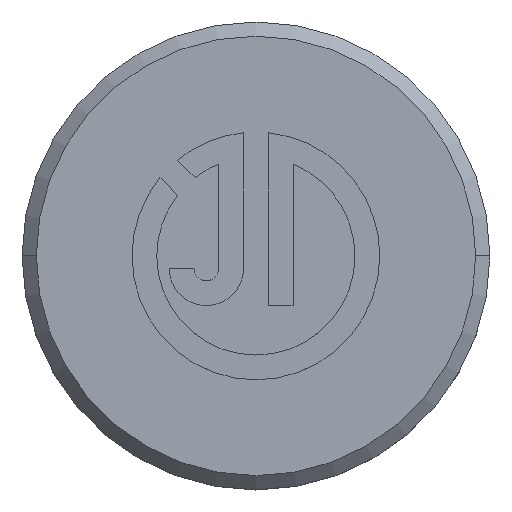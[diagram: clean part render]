
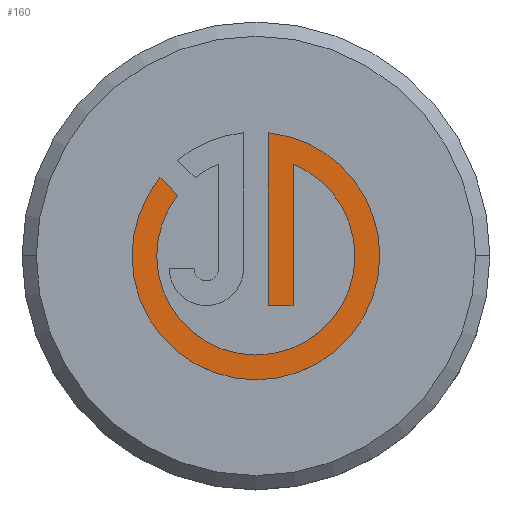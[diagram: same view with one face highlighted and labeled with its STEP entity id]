
A CAD part, top view. The second image highlights one B-rep face of the part: STEP entity #160.
In plain terms, the highlighted planar face has unit normal (0, 0, 1).
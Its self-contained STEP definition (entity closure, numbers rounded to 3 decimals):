
#25 = CARTESIAN_POINT ( 'NONE',  ( -3.853, 2.983, 139.9 ) ) ;
#60 = DIRECTION ( 'NONE',  ( -1., 0., 0. ) ) ;
#69 = DIRECTION ( 'NONE',  ( 1., 0., 0. ) ) ;
#90 = CARTESIAN_POINT ( 'NONE',  ( -0.005, -0.003, 139.9 ) ) ;
#134 = VECTOR ( 'NONE', #221, 1000. ) ;
#137 = DIRECTION ( 'NONE',  ( 0., 0., 1. ) ) ;
#158 = CARTESIAN_POINT ( 'NONE',  ( -6.094, -0.003, 139.9 ) ) ;
#160 = ADVANCED_FACE ( 'NONE', ( #1726 ), #1773, .T. ) ;
#182 = CIRCLE ( 'NONE', #1548, 6.089 ) ;
#221 = DIRECTION ( 'NONE',  ( 0., -1., 0. ) ) ;
#280 = DIRECTION ( 'NONE',  ( -1., 0., 0. ) ) ;
#319 = VERTEX_POINT ( 'NONE', #1530 ) ;
#368 = ORIENTED_EDGE ( 'NONE', *, *, #1144, .T. ) ;
#417 = VECTOR ( 'NONE', #1504, 1000. ) ;
#451 = VERTEX_POINT ( 'NONE', #1513 ) ;
#456 = DIRECTION ( 'NONE',  ( 1., 0., 0. ) ) ;
#475 = DIRECTION ( 'NONE',  ( -0.707, 0.707, 0. ) ) ;
#487 = EDGE_CURVE ( 'NONE', #2022, #1341, #1912, .T. ) ;
#489 = EDGE_LOOP ( 'NONE', ( #2083, #1524, #617, #1100, #2370, #368, #560, #2024, #1000, #1103 ) ) ;
#530 = DIRECTION ( 'NONE',  ( 0., 0., -1. ) ) ;
#560 = ORIENTED_EDGE ( 'NONE', *, *, #933, .T. ) ;
#613 = VERTEX_POINT ( 'NONE', #1710 ) ;
#617 = ORIENTED_EDGE ( 'NONE', *, *, #2007, .T. ) ;
#627 = VERTEX_POINT ( 'NONE', #25 ) ;
#667 = LINE ( 'NONE', #878, #2027 ) ;
#674 = EDGE_CURVE ( 'NONE', #1140, #1567, #2001, .T. ) ;
#702 = CIRCLE ( 'NONE', #2047, 4.871 ) ;
#717 = CARTESIAN_POINT ( 'NONE',  ( 0.604, 6.055, 139.9 ) ) ;
#815 = CARTESIAN_POINT ( 'NONE',  ( 0.604, 0., 139.9 ) ) ;
#831 = CARTESIAN_POINT ( 'NONE',  ( -0.005, -0.003, 139.9 ) ) ;
#854 = EDGE_CURVE ( 'NONE', #627, #451, #667, .T. ) ;
#878 = CARTESIAN_POINT ( 'NONE',  ( -3.853, 2.983, 139.9 ) ) ;
#933 = EDGE_CURVE ( 'NONE', #1090, #1140, #1532, .T. ) ;
#961 = DIRECTION ( 'NONE',  ( 0., 0., -1. ) ) ;
#999 = CARTESIAN_POINT ( 'NONE',  ( 1.821, 4.512, 139.9 ) ) ;
#1000 = ORIENTED_EDGE ( 'NONE', *, *, #1666, .T. ) ;
#1008 = DIRECTION ( 'NONE',  ( 1., 0., 0. ) ) ;
#1046 = CIRCLE ( 'NONE', #1474, 4.871 ) ;
#1090 = VERTEX_POINT ( 'NONE', #1232 ) ;
#1097 = CARTESIAN_POINT ( 'NONE',  ( 0., 0., 139.9 ) ) ;
#1100 = ORIENTED_EDGE ( 'NONE', *, *, #854, .T. ) ;
#1103 = ORIENTED_EDGE ( 'NONE', *, *, #487, .T. ) ;
#1140 = VERTEX_POINT ( 'NONE', #717 ) ;
#1144 = EDGE_CURVE ( 'NONE', #1772, #1090, #182, .T. ) ;
#1172 = EDGE_CURVE ( 'NONE', #613, #319, #702, .T. ) ;
#1210 = DIRECTION ( 'NONE',  ( 0., 0., 1. ) ) ;
#1232 = CARTESIAN_POINT ( 'NONE',  ( 6.084, -0.003, 139.9 ) ) ;
#1233 = AXIS2_PLACEMENT_3D ( 'NONE', #831, #2099, #1008 ) ;
#1238 = CARTESIAN_POINT ( 'NONE',  ( 1.821, -2.439, 139.9 ) ) ;
#1270 = CARTESIAN_POINT ( 'NONE',  ( -0.005, -0.003, 139.9 ) ) ;
#1341 = VERTEX_POINT ( 'NONE', #999 ) ;
#1381 = CIRCLE ( 'NONE', #1546, 6.089 ) ;
#1407 = DIRECTION ( 'NONE',  ( 0., 0., -1. ) ) ;
#1441 = DIRECTION ( 'NONE',  ( 1., 0., 0. ) ) ;
#1448 = DIRECTION ( 'NONE',  ( 0., 0., 1. ) ) ;
#1459 = DIRECTION ( 'NONE',  ( 1., 0., 0. ) ) ;
#1474 = AXIS2_PLACEMENT_3D ( 'NONE', #1624, #961, #60 ) ;
#1504 = DIRECTION ( 'NONE',  ( 0., 1., 0. ) ) ;
#1510 = EDGE_CURVE ( 'NONE', #1341, #613, #1046, .T. ) ;
#1513 = CARTESIAN_POINT ( 'NONE',  ( -4.719, 3.85, 139.9 ) ) ;
#1524 = ORIENTED_EDGE ( 'NONE', *, *, #1172, .T. ) ;
#1530 = CARTESIAN_POINT ( 'NONE',  ( -4.876, -0.003, 139.9 ) ) ;
#1532 = CIRCLE ( 'NONE', #1233, 6.089 ) ;
#1546 = AXIS2_PLACEMENT_3D ( 'NONE', #2306, #1210, #69 ) ;
#1548 = AXIS2_PLACEMENT_3D ( 'NONE', #1270, #137, #1459 ) ;
#1549 = VECTOR ( 'NONE', #1441, 1000. ) ;
#1567 = VERTEX_POINT ( 'NONE', #1761 ) ;
#1624 = CARTESIAN_POINT ( 'NONE',  ( -0.005, -0.003, 139.9 ) ) ;
#1644 = CARTESIAN_POINT ( 'NONE',  ( -0.005, -0.003, 139.9 ) ) ;
#1666 = EDGE_CURVE ( 'NONE', #1567, #2022, #2158, .T. ) ;
#1710 = CARTESIAN_POINT ( 'NONE',  ( 4.866, -0.003, 139.9 ) ) ;
#1726 = FACE_OUTER_BOUND ( 'NONE', #489, .T. ) ;
#1738 = AXIS2_PLACEMENT_3D ( 'NONE', #1097, #1448, #456 ) ;
#1755 = CIRCLE ( 'NONE', #2177, 4.871 ) ;
#1761 = CARTESIAN_POINT ( 'NONE',  ( 0.604, -2.439, 139.9 ) ) ;
#1772 = VERTEX_POINT ( 'NONE', #158 ) ;
#1773 = PLANE ( 'NONE',  #1738 ) ;
#1813 = CARTESIAN_POINT ( 'NONE',  ( 0., -2.439, 139.9 ) ) ;
#1838 = DIRECTION ( 'NONE',  ( -1., 0., 0. ) ) ;
#1912 = LINE ( 'NONE', #2050, #417 ) ;
#1952 = EDGE_CURVE ( 'NONE', #451, #1772, #1381, .T. ) ;
#2001 = LINE ( 'NONE', #815, #134 ) ;
#2007 = EDGE_CURVE ( 'NONE', #319, #627, #1755, .T. ) ;
#2022 = VERTEX_POINT ( 'NONE', #1238 ) ;
#2024 = ORIENTED_EDGE ( 'NONE', *, *, #674, .T. ) ;
#2027 = VECTOR ( 'NONE', #475, 1000. ) ;
#2047 = AXIS2_PLACEMENT_3D ( 'NONE', #1644, #530, #1838 ) ;
#2050 = CARTESIAN_POINT ( 'NONE',  ( 1.821, 0., 139.9 ) ) ;
#2083 = ORIENTED_EDGE ( 'NONE', *, *, #1510, .T. ) ;
#2099 = DIRECTION ( 'NONE',  ( 0., 0., 1. ) ) ;
#2158 = LINE ( 'NONE', #1813, #1549 ) ;
#2177 = AXIS2_PLACEMENT_3D ( 'NONE', #90, #1407, #280 ) ;
#2306 = CARTESIAN_POINT ( 'NONE',  ( -0.005, -0.003, 139.9 ) ) ;
#2370 = ORIENTED_EDGE ( 'NONE', *, *, #1952, .T. ) ;
